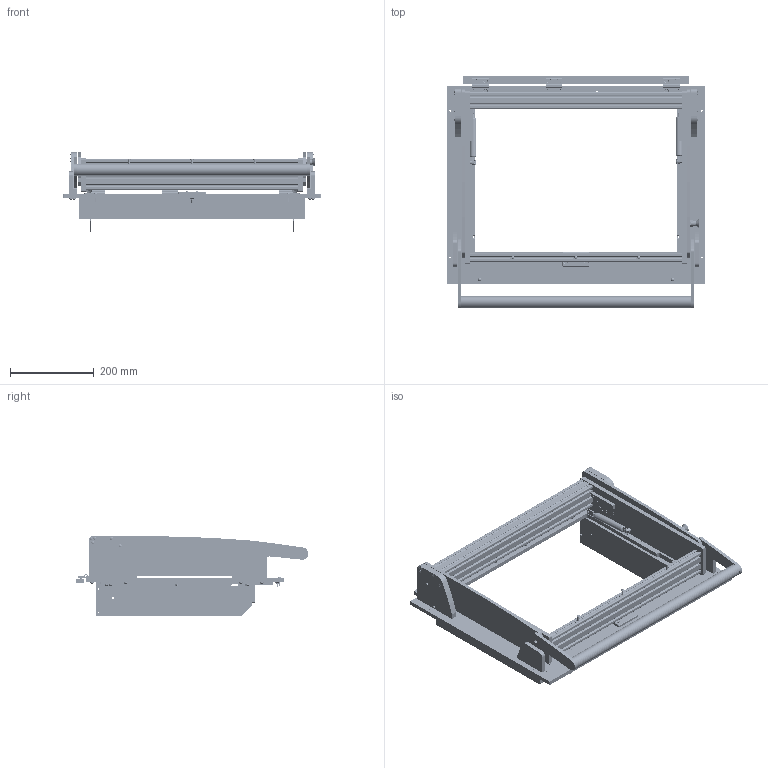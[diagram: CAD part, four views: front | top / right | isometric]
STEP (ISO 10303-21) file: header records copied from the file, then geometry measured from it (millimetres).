
FILE_DESCRIPTION (( 'STEP AP214' ), '1' );
FILE_NAME ('INGUN_48370.STEP', '2025-11-21T10:25:42', ( '' ), ( '' ), 'SwSTEP 2.0', 'SolidWorks 2023', '' );
FILE_SCHEMA (( 'AUTOMOTIVE_DESIGN' ));
Length unit declared in the file: millimetre
Products named in the file (60): 31444~14_KUNDE<S>; 48509~2_S; 37792~1_S; DIN6325~n_06,0m6x012; DIN6325~n_04,0m6x016; INGUN_48370; 3381~0; 48376~0_S; 115605~0_mit Schnitt-Symbol <S>; 114115~0_S; 30618~4_S; K_02038~0; 38001~13; 31446~16_KUNDE<S>; DIN912~n_M04,0x016; 109128~0_S; INFO_4562~3_mit Schnitt <S>; ISO7380~n_M05,0x016; 49317~0; 31442~6_S; 53031~0_S; K_02037~0; 115900~0_S; DIN7991~n_M05,0x016; 37971~8_S; 55712~0_KUNDE<S>; DIN125~n_06,4 M06,0 Fase VA; 39894~3_KUNDE<S>; DIN6325~n_04,0m6x014; SCHNORR~n_04,3 M04; ISO7380~n_M04,0x016; 47523~0_S; 2281~0; ISO7380~n_M04,0x020; 57801~2_S; K_02037~0_Standard ohne Dyn Punkt<Standard>; SCHNORR~n_05,3 M05; DIN934~n_M05,0 A2; 37972~6_S; 115901~2_verstemmt <S> ...
Assembly tree (140 placements, depth 5):
  INGUN_48370
    48374~7_S
      38001~13
      48376~0_S
      37972~6_S
      37971~8_S
      48509~2_S
      2281~0_180°<Standard>  x3
        2281~0
      32341~6_S
      53031~0_S
      114566~2_S  x2
        115900~0_S
          115689~0_S
          115901~2_verstemmt <S>
          30618~4_S
          116176~0_S
        DIN912~n_M04,0x016
        SCHNORR~n_04,3 M04
      DIN7991~n_M05,0x016  x14
      DIN7991~n_M05,0x020  x6
      SCHNORR~n_05,3 M05  x4
      DIN934~n_M05,0 A2  x4
      DIN6325~n_04,0m6x016  x4
      DIN6325~n_06,0m6x012  x2
    48371~8_KUNDE<S>
      31444~14_KUNDE<S>
      31446~16_KUNDE<S>
      34328~1_S  x2
      37792~1_S
      31442~6_S
      3381~0  x3
      ISO7380~n_M04,0x020  x2
      ISO7380~n_M04,0x016
      3521~0_Spring Pin ISO 8752 - 3 x 16 - St  x4
      114115~0_S  x2
      57801~2_S  x2
      49317~0  x2
      DIN125~n_06,4 M06,0 Fase VA  x2
    109952~0_KUNDE<S>
      53734~1_KUNDE<S>
    109953~0_KUNDE<S>
      53734~1_KUNDE<S>
    40512~8_KUNDE<S>
    40513~4_KUNDE<S>
    39894~3_KUNDE<S>
    39893~4_KUNDE<S>
    109954~1_KUNDE<S>
      32339~4_S
      55712~0_KUNDE<S>  x2
    47523~0_S  x10
    37967~1
      K_02037~0
      K_02038~0
    31788~1_flexibel<Standard>
      K_02037~0_Standard ohne Dyn Punkt<Standard>
      K_02038~0
    109128~0_S
    115605~0_mit Schnitt-Symbol <S>
    INFO_4562~3_mit Schnitt <S>
Bounding box: 616 x 554.94 x 190.06 mm (x, y, z)
Volume: 4007496 mm3; surface area: 1725434.3 mm2
Topology: 141 solids, 141 shells, 8398 faces, 22061 edges, 14473 vertices
Faces by surface type: plane 4632, bspline 1653, cylinder 1510, cone 491, sphere 62, torus 50
Entity records: 297214 total; most frequent: CARTESIAN_POINT 131988, ORIENTED_EDGE 36276, DIRECTION 27594, EDGE_CURVE 18138, VECTOR 12594, LINE 12594, VERTEX_POINT 11999, EDGE_LOOP 7705
